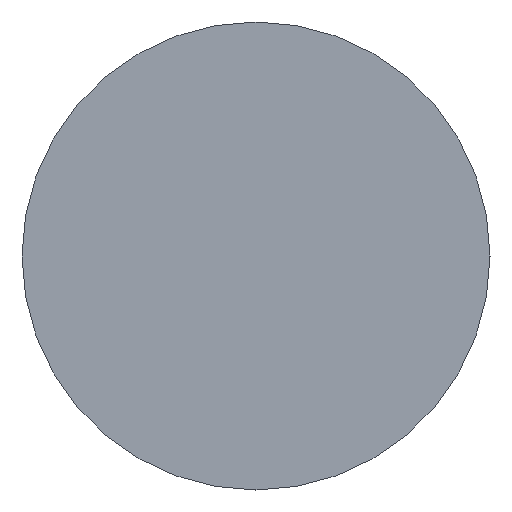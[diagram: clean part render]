
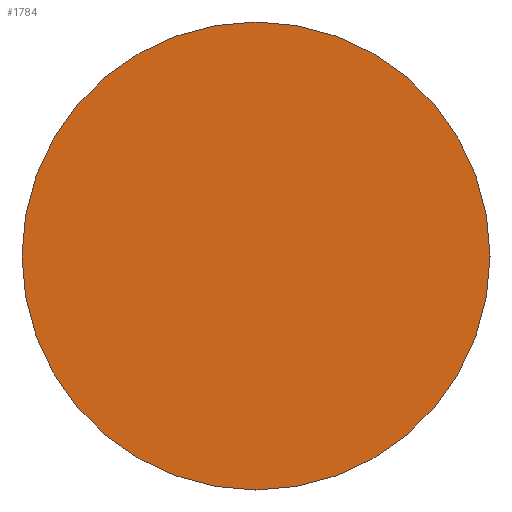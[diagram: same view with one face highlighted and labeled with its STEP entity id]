
A CAD part, left-side view. The second image highlights one B-rep face of the part: STEP entity #1784.
In plain terms, the highlighted planar face has unit normal (-1, 0, 0).
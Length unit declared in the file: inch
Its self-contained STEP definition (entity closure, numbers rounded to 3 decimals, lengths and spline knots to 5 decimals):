
#27 = CARTESIAN_POINT ( 'NONE',  ( 0., 0., 1.625 ) ) ;
#57 = CIRCLE ( 'NONE', #1020, 1.625 ) ;
#121 = FACE_OUTER_BOUND ( 'NONE', #1336, .T. ) ;
#137 = DIRECTION ( 'NONE',  ( 1., 0., 0. ) ) ;
#236 = CARTESIAN_POINT ( 'NONE',  ( 0., 0., 0. ) ) ;
#237 = CARTESIAN_POINT ( 'NONE',  ( 0., 0., -1.625 ) ) ;
#423 = CIRCLE ( 'NONE', #2870, 1.625 ) ;
#424 = CARTESIAN_POINT ( 'NONE',  ( 0., 0., 0. ) ) ;
#434 = VERTEX_POINT ( 'NONE', #27 ) ;
#489 = DIRECTION ( 'NONE',  ( -1., 0., 0. ) ) ;
#512 = AXIS2_PLACEMENT_3D ( 'NONE', #930, #137, #2308 ) ;
#618 = EDGE_CURVE ( 'NONE', #434, #3164, #57, .T. ) ;
#930 = CARTESIAN_POINT ( 'NONE',  ( 0., 1.625, 0. ) ) ;
#1020 = AXIS2_PLACEMENT_3D ( 'NONE', #424, #3401, #1174 ) ;
#1098 = ORIENTED_EDGE ( 'NONE', *, *, #618, .T. ) ;
#1174 = DIRECTION ( 'NONE',  ( 0., 0., 1. ) ) ;
#1213 = PLANE ( 'NONE',  #512 ) ;
#1336 = EDGE_LOOP ( 'NONE', ( #1098, #2474 ) ) ;
#1784 = ADVANCED_FACE ( 'NONE', ( #121 ), #1213, .F. ) ;
#2308 = DIRECTION ( 'NONE',  ( 0., 0., -1. ) ) ;
#2474 = ORIENTED_EDGE ( 'NONE', *, *, #2577, .T. ) ;
#2577 = EDGE_CURVE ( 'NONE', #3164, #434, #423, .T. ) ;
#2663 = DIRECTION ( 'NONE',  ( 0., 0., 1. ) ) ;
#2870 = AXIS2_PLACEMENT_3D ( 'NONE', #236, #489, #2663 ) ;
#3164 = VERTEX_POINT ( 'NONE', #237 ) ;
#3401 = DIRECTION ( 'NONE',  ( -1., 0., 0. ) ) ;
